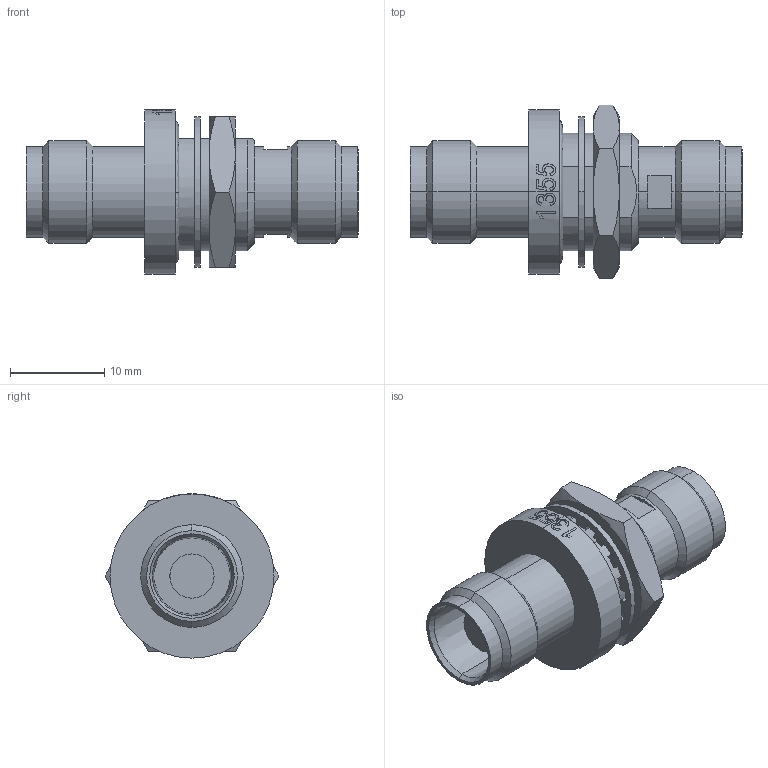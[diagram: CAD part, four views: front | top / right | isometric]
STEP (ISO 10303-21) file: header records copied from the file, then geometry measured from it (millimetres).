
FILE_DESCRIPTION (( 'STEP AP214' ), '1' );
FILE_NAME ('PE1355_3D.STEP', '2022-12-12T20:52:57', ( '' ), ( '' ), 'SwSTEP 2.0', 'SolidWorks 2022', '' );
FILE_SCHEMA (( 'AUTOMOTIVE_DESIGN' ));
Length unit declared in the file: inch
Products named in the file (5): Copy of ADSG-T8T8-BF-18-GBVH^PE1355; PE1355_3D; Copy of BNC8105S-7^PE1355; Copy of ADS-T8T8-B18GV-6^PE1355; Copy of BNC8105S-6^PE1355
Assembly tree (4 placements, depth 2):
  PE1355_3D
    Copy of ADSG-T8T8-BF-18-GBVH^PE1355
    Copy of ADS-T8T8-B18GV-6^PE1355
    Copy of BNC8105S-6^PE1355
    Copy of BNC8105S-7^PE1355
Bounding box: 35.3 x 18.48 x 17.46 mm (x, y, z)
Volume: 3302.9 mm3; surface area: 3283.9 mm2
Topology: 4 solids, 4 shells, 228 faces, 585 edges, 376 vertices
Faces by surface type: plane 73, cylinder 72, bspline 61, cone 22
Entity records: 10903 total; most frequent: CARTESIAN_POINT 5511, ORIENTED_EDGE 1170, DIRECTION 941, EDGE_CURVE 585, VERTEX_POINT 376, AXIS2_PLACEMENT_3D 360, EDGE_LOOP 249, ADVANCED_FACE 228
